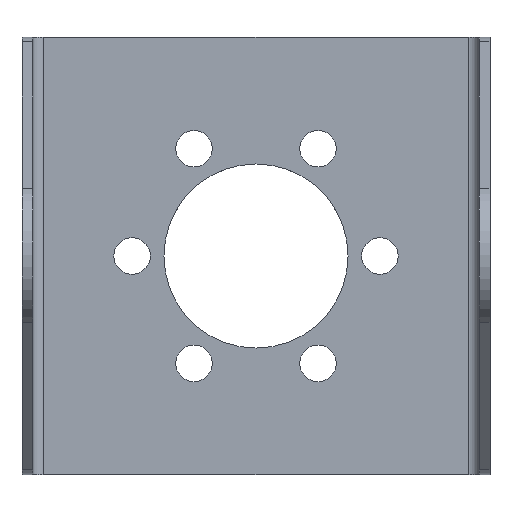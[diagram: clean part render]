
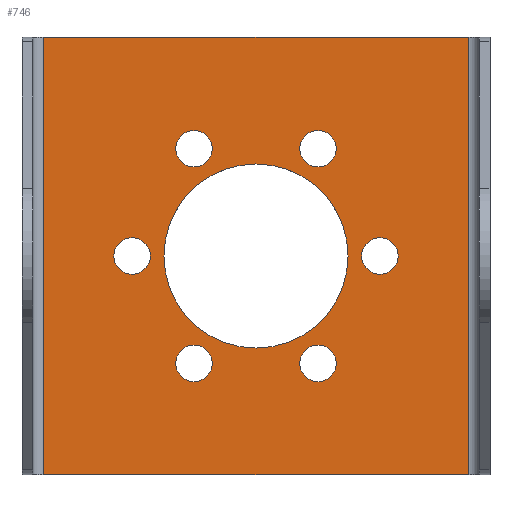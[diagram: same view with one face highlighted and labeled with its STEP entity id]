
A CAD part, top view. The second image highlights one B-rep face of the part: STEP entity #746.
In plain terms, the highlighted planar face has unit normal (0, 0, 1).
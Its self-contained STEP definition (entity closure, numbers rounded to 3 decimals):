
#26=FACE_BOUND('',#142,.T.);
#27=FACE_BOUND('',#143,.T.);
#28=FACE_BOUND('',#144,.T.);
#29=FACE_BOUND('',#145,.T.);
#30=FACE_BOUND('',#146,.T.);
#31=FACE_BOUND('',#147,.T.);
#32=FACE_BOUND('',#148,.T.);
#52=PLANE('',#846);
#91=FACE_OUTER_BOUND('',#141,.T.);
#141=EDGE_LOOP('',(#672,#673,#674,#675));
#142=EDGE_LOOP('',(#676,#677));
#143=EDGE_LOOP('',(#678,#679));
#144=EDGE_LOOP('',(#680,#681));
#145=EDGE_LOOP('',(#682,#683));
#146=EDGE_LOOP('',(#684,#685));
#147=EDGE_LOOP('',(#686,#687));
#148=EDGE_LOOP('',(#688));
#196=LINE('',#1262,#253);
#201=LINE('',#1280,#258);
#203=LINE('',#1283,#260);
#205=LINE('',#1287,#262);
#253=VECTOR('',#1042,10.);
#258=VECTOR('',#1065,10.);
#260=VECTOR('',#1069,10.);
#262=VECTOR('',#1075,10.);
#278=CIRCLE('',#788,2.5);
#279=CIRCLE('',#789,2.5);
#281=CIRCLE('',#792,2.5);
#282=CIRCLE('',#793,2.5);
#284=CIRCLE('',#796,2.5);
#285=CIRCLE('',#797,2.5);
#287=CIRCLE('',#800,2.5);
#288=CIRCLE('',#801,2.5);
#290=CIRCLE('',#804,2.5);
#291=CIRCLE('',#805,2.5);
#293=CIRCLE('',#808,2.5);
#294=CIRCLE('',#809,2.5);
#298=CIRCLE('',#814,12.625);
#344=VERTEX_POINT('',#1169);
#345=VERTEX_POINT('',#1170);
#347=VERTEX_POINT('',#1177);
#348=VERTEX_POINT('',#1178);
#350=VERTEX_POINT('',#1185);
#351=VERTEX_POINT('',#1186);
#353=VERTEX_POINT('',#1193);
#354=VERTEX_POINT('',#1194);
#356=VERTEX_POINT('',#1201);
#357=VERTEX_POINT('',#1202);
#359=VERTEX_POINT('',#1209);
#360=VERTEX_POINT('',#1210);
#364=VERTEX_POINT('',#1221);
#371=VERTEX_POINT('',#1254);
#372=VERTEX_POINT('',#1258);
#375=VERTEX_POINT('',#1272);
#376=VERTEX_POINT('',#1276);
#421=EDGE_CURVE('',#344,#345,#278,.T.);
#422=EDGE_CURVE('',#345,#344,#279,.T.);
#425=EDGE_CURVE('',#347,#348,#281,.T.);
#426=EDGE_CURVE('',#348,#347,#282,.T.);
#429=EDGE_CURVE('',#350,#351,#284,.T.);
#430=EDGE_CURVE('',#351,#350,#285,.T.);
#433=EDGE_CURVE('',#353,#354,#287,.T.);
#434=EDGE_CURVE('',#354,#353,#288,.T.);
#437=EDGE_CURVE('',#356,#357,#290,.T.);
#438=EDGE_CURVE('',#357,#356,#291,.T.);
#441=EDGE_CURVE('',#359,#360,#293,.T.);
#442=EDGE_CURVE('',#360,#359,#294,.T.);
#448=EDGE_CURVE('',#364,#364,#298,.T.);
#467=EDGE_CURVE('',#371,#372,#196,.T.);
#476=EDGE_CURVE('',#375,#376,#201,.T.);
#478=EDGE_CURVE('',#372,#375,#203,.T.);
#480=EDGE_CURVE('',#376,#371,#205,.T.);
#672=ORIENTED_EDGE('',*,*,#467,.T.);
#673=ORIENTED_EDGE('',*,*,#478,.T.);
#674=ORIENTED_EDGE('',*,*,#476,.T.);
#675=ORIENTED_EDGE('',*,*,#480,.T.);
#676=ORIENTED_EDGE('',*,*,#421,.T.);
#677=ORIENTED_EDGE('',*,*,#422,.T.);
#678=ORIENTED_EDGE('',*,*,#425,.T.);
#679=ORIENTED_EDGE('',*,*,#426,.T.);
#680=ORIENTED_EDGE('',*,*,#429,.T.);
#681=ORIENTED_EDGE('',*,*,#430,.T.);
#682=ORIENTED_EDGE('',*,*,#433,.T.);
#683=ORIENTED_EDGE('',*,*,#434,.T.);
#684=ORIENTED_EDGE('',*,*,#437,.T.);
#685=ORIENTED_EDGE('',*,*,#438,.T.);
#686=ORIENTED_EDGE('',*,*,#441,.T.);
#687=ORIENTED_EDGE('',*,*,#442,.T.);
#688=ORIENTED_EDGE('',*,*,#448,.T.);
#746=ADVANCED_FACE('',(#91,#26,#27,#28,#29,#30,#31,#32),#52,.T.);
#788=AXIS2_PLACEMENT_3D('',#1171,#932,#933);
#789=AXIS2_PLACEMENT_3D('',#1172,#934,#935);
#792=AXIS2_PLACEMENT_3D('',#1179,#941,#942);
#793=AXIS2_PLACEMENT_3D('',#1180,#943,#944);
#796=AXIS2_PLACEMENT_3D('',#1187,#950,#951);
#797=AXIS2_PLACEMENT_3D('',#1188,#952,#953);
#800=AXIS2_PLACEMENT_3D('',#1195,#959,#960);
#801=AXIS2_PLACEMENT_3D('',#1196,#961,#962);
#804=AXIS2_PLACEMENT_3D('',#1203,#968,#969);
#805=AXIS2_PLACEMENT_3D('',#1204,#970,#971);
#808=AXIS2_PLACEMENT_3D('',#1211,#977,#978);
#809=AXIS2_PLACEMENT_3D('',#1212,#979,#980);
#814=AXIS2_PLACEMENT_3D('',#1223,#991,#992);
#846=AXIS2_PLACEMENT_3D('',#1288,#1076,#1077);
#932=DIRECTION('center_axis',(0.,0.,-1.));
#933=DIRECTION('ref_axis',(0.5,-0.866,0.));
#934=DIRECTION('center_axis',(0.,0.,-1.));
#935=DIRECTION('ref_axis',(0.5,-0.866,0.));
#941=DIRECTION('center_axis',(0.,0.,-1.));
#942=DIRECTION('ref_axis',(-0.5,-0.866,0.));
#943=DIRECTION('center_axis',(0.,0.,-1.));
#944=DIRECTION('ref_axis',(-0.5,-0.866,0.));
#950=DIRECTION('center_axis',(0.,0.,-1.));
#951=DIRECTION('ref_axis',(-1.,0.,0.));
#952=DIRECTION('center_axis',(0.,0.,-1.));
#953=DIRECTION('ref_axis',(-1.,0.,0.));
#959=DIRECTION('center_axis',(0.,0.,-1.));
#960=DIRECTION('ref_axis',(-0.5,0.866,0.));
#961=DIRECTION('center_axis',(0.,0.,-1.));
#962=DIRECTION('ref_axis',(-0.5,0.866,0.));
#968=DIRECTION('center_axis',(0.,0.,-1.));
#969=DIRECTION('ref_axis',(0.5,0.866,0.));
#970=DIRECTION('center_axis',(0.,0.,-1.));
#971=DIRECTION('ref_axis',(0.5,0.866,0.));
#977=DIRECTION('center_axis',(0.,0.,-1.));
#978=DIRECTION('ref_axis',(1.,0.,0.));
#979=DIRECTION('center_axis',(0.,0.,-1.));
#980=DIRECTION('ref_axis',(1.,0.,0.));
#991=DIRECTION('center_axis',(0.,0.,-1.));
#992=DIRECTION('ref_axis',(-1.,0.,0.));
#1042=DIRECTION('',(0.,-1.,0.));
#1065=DIRECTION('',(0.,1.,0.));
#1069=DIRECTION('',(1.,0.,0.));
#1075=DIRECTION('',(-1.,0.,0.));
#1076=DIRECTION('center_axis',(0.,0.,1.));
#1077=DIRECTION('ref_axis',(0.,-1.,0.));
#1169=CARTESIAN_POINT('',(-7.25,12.557,0.));
#1170=CARTESIAN_POINT('',(-9.75,16.887,0.));
#1171=CARTESIAN_POINT('Origin',(-8.5,14.722,0.));
#1172=CARTESIAN_POINT('Origin',(-8.5,14.722,0.));
#1177=CARTESIAN_POINT('',(7.25,12.557,0.));
#1178=CARTESIAN_POINT('',(9.75,16.887,0.));
#1179=CARTESIAN_POINT('Origin',(8.5,14.722,0.));
#1180=CARTESIAN_POINT('Origin',(8.5,14.722,0.));
#1185=CARTESIAN_POINT('',(14.5,0.,0.));
#1186=CARTESIAN_POINT('',(19.5,0.,0.));
#1187=CARTESIAN_POINT('Origin',(17.,0.,0.));
#1188=CARTESIAN_POINT('Origin',(17.,0.,0.));
#1193=CARTESIAN_POINT('',(7.25,-12.557,0.));
#1194=CARTESIAN_POINT('',(9.75,-16.887,0.));
#1195=CARTESIAN_POINT('Origin',(8.5,-14.722,0.));
#1196=CARTESIAN_POINT('Origin',(8.5,-14.722,0.));
#1201=CARTESIAN_POINT('',(-7.25,-12.557,0.));
#1202=CARTESIAN_POINT('',(-9.75,-16.887,0.));
#1203=CARTESIAN_POINT('Origin',(-8.5,-14.722,0.));
#1204=CARTESIAN_POINT('Origin',(-8.5,-14.722,0.));
#1209=CARTESIAN_POINT('',(-14.5,0.,0.));
#1210=CARTESIAN_POINT('',(-19.5,0.,0.));
#1211=CARTESIAN_POINT('Origin',(-17.,0.,0.));
#1212=CARTESIAN_POINT('Origin',(-17.,0.,0.));
#1221=CARTESIAN_POINT('',(12.625,0.,0.));
#1223=CARTESIAN_POINT('Origin',(0.,0.,
0.));
#1254=CARTESIAN_POINT('',(-29.1,30.,0.));
#1258=CARTESIAN_POINT('',(-29.1,-30.,0.));
#1262=CARTESIAN_POINT('',(-29.1,15.,0.));
#1272=CARTESIAN_POINT('',(29.1,-30.,0.));
#1276=CARTESIAN_POINT('',(29.1,30.,0.));
#1280=CARTESIAN_POINT('',(29.1,-15.,0.));
#1283=CARTESIAN_POINT('',(-32.1,-30.,0.));
#1287=CARTESIAN_POINT('',(32.1,30.,0.));
#1288=CARTESIAN_POINT('Origin',(0.,0.,0.));
